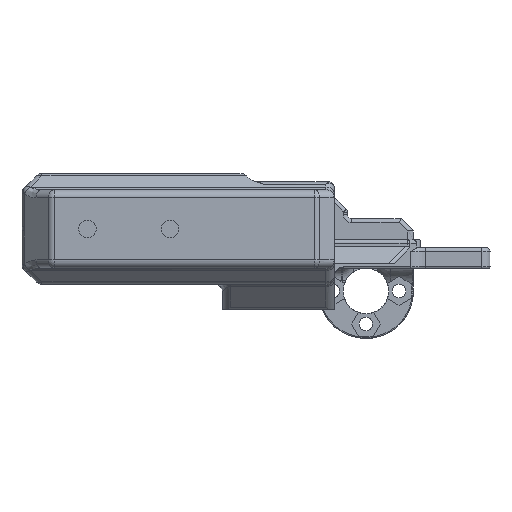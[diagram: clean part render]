
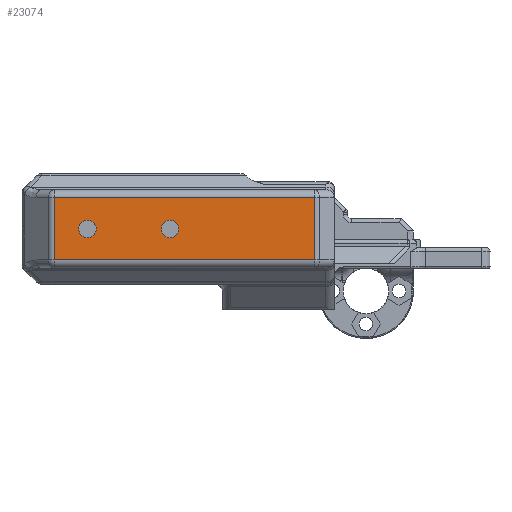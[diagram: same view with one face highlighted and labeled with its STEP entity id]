
A CAD part, front view. The second image highlights one B-rep face of the part: STEP entity #23074.
In plain terms, the highlighted planar face has unit normal (0, -1, 0).
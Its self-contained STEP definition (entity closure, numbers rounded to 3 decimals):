
#26 = ORIENTED_EDGE ( 'NONE', *, *, #26235, .F. ) ;
#73 = CARTESIAN_POINT ( 'NONE',  ( -49.2, -58.023, 2. ) ) ;
#207 = DIRECTION ( 'NONE',  ( 0., 0., 1. ) ) ;
#650 = PLANE ( 'NONE',  #21915 ) ;
#925 = FACE_OUTER_BOUND ( 'NONE', #9725, .T. ) ;
#1591 = VERTEX_POINT ( 'NONE', #9361 ) ;
#1692 = VERTEX_POINT ( 'NONE', #2266 ) ;
#2266 = CARTESIAN_POINT ( 'NONE',  ( -112.132, -58.023, 17. ) ) ;
#2696 = EDGE_CURVE ( 'NONE', #17112, #1591, #17683, .T. ) ;
#2707 = DIRECTION ( 'NONE',  ( 1., 0., 0. ) ) ;
#2954 = LINE ( 'NONE', #21652, #13963 ) ;
#3064 = ORIENTED_EDGE ( 'NONE', *, *, #18095, .T. ) ;
#3179 = AXIS2_PLACEMENT_3D ( 'NONE', #5685, #24100, #26419 ) ;
#3227 = DIRECTION ( 'NONE',  ( 0., -1., 0. ) ) ;
#3756 = AXIS2_PLACEMENT_3D ( 'NONE', #5832, #18360, #3916 ) ;
#3916 = DIRECTION ( 'NONE',  ( 0., 0., -1. ) ) ;
#4026 = LINE ( 'NONE', #22719, #9567 ) ;
#4272 = LINE ( 'NONE', #6340, #17431 ) ;
#4507 = EDGE_LOOP ( 'NONE', ( #26, #9177 ) ) ;
#4623 = LINE ( 'NONE', #21403, #20460 ) ;
#4931 = CARTESIAN_POINT ( 'NONE',  ( -104.132, -58.023, 9.5 ) ) ;
#5685 = CARTESIAN_POINT ( 'NONE',  ( -84.132, -58.023, 9.5 ) ) ;
#5832 = CARTESIAN_POINT ( 'NONE',  ( -104.132, -58.023, 9.5 ) ) ;
#6214 = EDGE_CURVE ( 'NONE', #1591, #17112, #21044, .T. ) ;
#6340 = CARTESIAN_POINT ( 'NONE',  ( -112.132, -58.023, -91.341 ) ) ;
#6738 = CARTESIAN_POINT ( 'NONE',  ( -84.132, -58.023, 11.6 ) ) ;
#7199 = CARTESIAN_POINT ( 'NONE',  ( -112.961, -58.023, -91.341 ) ) ;
#7552 = AXIS2_PLACEMENT_3D ( 'NONE', #4931, #9419, #19805 ) ;
#8340 = EDGE_CURVE ( 'NONE', #13467, #23520, #4623, .T. ) ;
#8641 = VERTEX_POINT ( 'NONE', #6738 ) ;
#8952 = DIRECTION ( 'NONE',  ( 0., 0., -1. ) ) ;
#9177 = ORIENTED_EDGE ( 'NONE', *, *, #26876, .F. ) ;
#9361 = CARTESIAN_POINT ( 'NONE',  ( -104.132, -58.023, 7.4 ) ) ;
#9419 = DIRECTION ( 'NONE',  ( 0., -1., 0. ) ) ;
#9567 = VECTOR ( 'NONE', #207, 1000. ) ;
#9725 = EDGE_LOOP ( 'NONE', ( #18573, #11227, #12885, #3064 ) ) ;
#9915 = ORIENTED_EDGE ( 'NONE', *, *, #6214, .F. ) ;
#10102 = CARTESIAN_POINT ( 'NONE',  ( -112.132, -58.023, 2. ) ) ;
#10545 = AXIS2_PLACEMENT_3D ( 'NONE', #23202, #19360, #21164 ) ;
#10813 = EDGE_CURVE ( 'NONE', #1692, #13467, #4272, .T. ) ;
#11227 = ORIENTED_EDGE ( 'NONE', *, *, #8340, .T. ) ;
#11264 = DIRECTION ( 'NONE',  ( -1., 0., 0. ) ) ;
#11611 = VERTEX_POINT ( 'NONE', #15307 ) ;
#12885 = ORIENTED_EDGE ( 'NONE', *, *, #16697, .T. ) ;
#13467 = VERTEX_POINT ( 'NONE', #10102 ) ;
#13963 = VECTOR ( 'NONE', #11264, 1000. ) ;
#14208 = CARTESIAN_POINT ( 'NONE',  ( -104.132, -58.023, 11.6 ) ) ;
#14628 = DIRECTION ( 'NONE',  ( 0., 0., -1. ) ) ;
#15307 = CARTESIAN_POINT ( 'NONE',  ( -84.132, -58.023, 7.4 ) ) ;
#16697 = EDGE_CURVE ( 'NONE', #23520, #19064, #4026, .T. ) ;
#17112 = VERTEX_POINT ( 'NONE', #14208 ) ;
#17431 = VECTOR ( 'NONE', #14628, 1000. ) ;
#17683 = CIRCLE ( 'NONE', #3756, 2.1 ) ;
#18095 = EDGE_CURVE ( 'NONE', #19064, #1692, #2954, .T. ) ;
#18360 = DIRECTION ( 'NONE',  ( 0., -1., 0. ) ) ;
#18573 = ORIENTED_EDGE ( 'NONE', *, *, #10813, .T. ) ;
#19064 = VERTEX_POINT ( 'NONE', #23845 ) ;
#19320 = FACE_BOUND ( 'NONE', #24793, .T. ) ;
#19360 = DIRECTION ( 'NONE',  ( 0., -1., 0. ) ) ;
#19805 = DIRECTION ( 'NONE',  ( 0., 0., -1. ) ) ;
#20460 = VECTOR ( 'NONE', #2707, 1000. ) ;
#21044 = CIRCLE ( 'NONE', #7552, 2.1 ) ;
#21164 = DIRECTION ( 'NONE',  ( 0., 0., -1. ) ) ;
#21403 = CARTESIAN_POINT ( 'NONE',  ( -48.544, -58.023, 2. ) ) ;
#21652 = CARTESIAN_POINT ( 'NONE',  ( -112.961, -58.023, 17. ) ) ;
#21915 = AXIS2_PLACEMENT_3D ( 'NONE', #7199, #3227, #8952 ) ;
#22719 = CARTESIAN_POINT ( 'NONE',  ( -49.2, -58.023, 19. ) ) ;
#22802 = ORIENTED_EDGE ( 'NONE', *, *, #2696, .F. ) ;
#23074 = ADVANCED_FACE ( 'NONE', ( #19320, #23964, #925 ), #650, .T. ) ;
#23202 = CARTESIAN_POINT ( 'NONE',  ( -84.132, -58.023, 9.5 ) ) ;
#23520 = VERTEX_POINT ( 'NONE', #73 ) ;
#23845 = CARTESIAN_POINT ( 'NONE',  ( -49.2, -58.023, 17. ) ) ;
#23964 = FACE_BOUND ( 'NONE', #4507, .T. ) ;
#24100 = DIRECTION ( 'NONE',  ( 0., -1., 0. ) ) ;
#24793 = EDGE_LOOP ( 'NONE', ( #9915, #22802 ) ) ;
#25378 = CIRCLE ( 'NONE', #10545, 2.1 ) ;
#25405 = CIRCLE ( 'NONE', #3179, 2.1 ) ;
#26235 = EDGE_CURVE ( 'NONE', #11611, #8641, #25378, .T. ) ;
#26419 = DIRECTION ( 'NONE',  ( 0., 0., -1. ) ) ;
#26876 = EDGE_CURVE ( 'NONE', #8641, #11611, #25405, .T. ) ;
